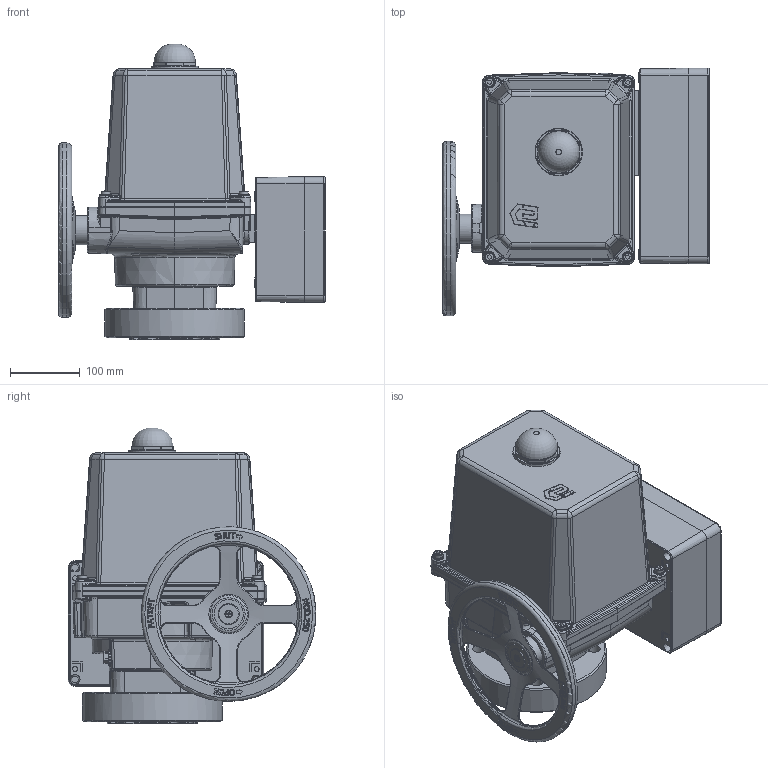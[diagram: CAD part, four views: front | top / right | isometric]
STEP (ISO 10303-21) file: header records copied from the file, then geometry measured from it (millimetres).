
FILE_DESCRIPTION(('HOOPS Exchange Step'),'2;1');
FILE_NAME('AN0301_1503_F16.stp','2025-04-25T13:38:19+02:00',('nieru'),('Unknown organisation'),'HOOPS Exchange 2024.2','HOOPS Exchange','Unknown authorisation');
FILE_SCHEMA( ('AP203_CONFIGURATION_CONTROLLED_3D_DESIGN_OF_MECHANICAL_PARTS_AND_ASSEMBLIES_MIM_LF') );
Length unit declared in the file: millimetre
Products named in the file (7): 0; root
Assembly tree (6 placements, depth 3):
  root
    0
      0
      0
      0
      0
      0
Bounding box: 381.7 x 354.72 x 423.2 mm (x, y, z)
Volume: 19859595 mm3; surface area: 1186140.1 mm2
Topology: 42 solids, 43 shells, 3569 faces, 8817 edges, 5354 vertices
Faces by surface type: cylinder 1286, plane 755, bspline 624, torus 597, cone 229, sphere 78
Full cylindrical faces by diameter (mm): 3.1 x1, 3.219 x1, 6 x1, 6.647 x4, 8 x4, 8.4 x4, 9.191 x1, 10.106 x8, 10.5 x1, 11 x2, 12 x8, 13 x4, 15.875 x1, 16 x5, 17.294 x4, 18 x8, 20 x11, 24 x2, 30 x1, 42 x4, 55 x2, 55.5 x1, 58 x1, 58.632 x1, 59.415 x1, 60.2 x1, 66.535 x1, 68 x1, 74.53 x1, 95 x2
Entity records: 251769 total; most frequent: CARTESIAN_POINT 173293, ORIENTED_EDGE 17440, DIRECTION 14567, EDGE_CURVE 8720, AXIS2_PLACEMENT_3D 5885, VERTEX_POINT 5356, EDGE_LOOP 3742, FACE_BOUND 3742
